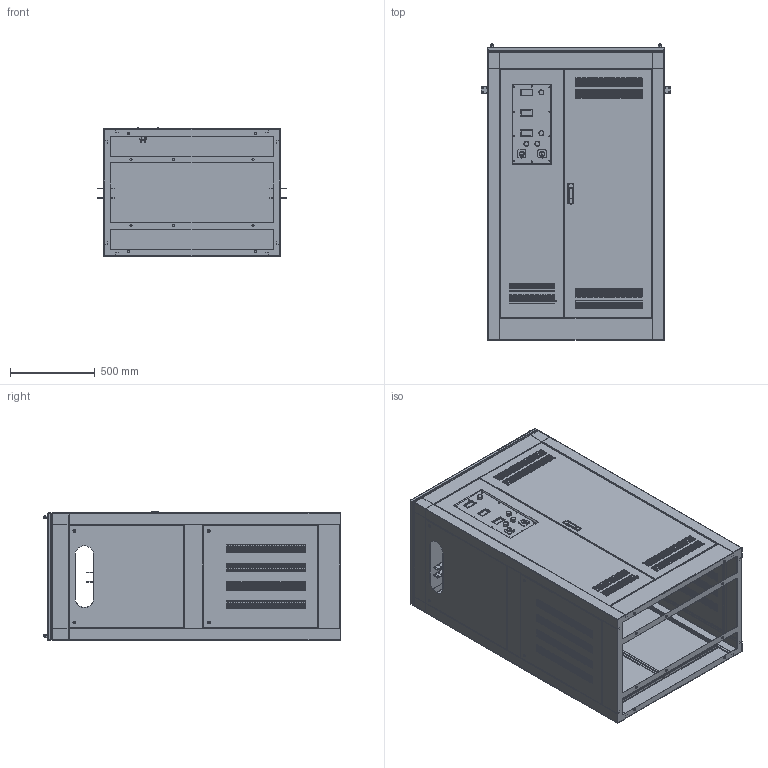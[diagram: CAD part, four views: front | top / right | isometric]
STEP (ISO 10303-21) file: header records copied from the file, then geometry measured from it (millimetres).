
FILE_DESCRIPTION(/* description */ (''),/* implementation_level */ '2;1');
FILE_NAME(/* name */ 'DBW-180K总装_图纸版__step.stp',/* time_stamp */ '2025-05-28T08:34:57+08:00',/* author */ (''),/* organization */ (''),/* preprocessor_version */ 'ST-DEVELOPER v20',/* originating_system */ 'SIEMENS PLM Software NX2312.1700',/* authorisation */ '');
FILE_SCHEMA (('AUTOMOTIVE_DESIGN { 1 0 10303 214 3 1 1 1 }'));
Products named in the file (21): 85L17表头; 85L17表架; DBW按钮红20215; DBW指示灯绿31770; 手动开关67330; DBW-180K后左门板; DBW-180K顶盖板; DBW-180K前左门板; DBW-180K架子; DBW按钮13140; DBW-100K左右上侧板43343; DBW-100K左右下侧板66682; DBW-180K前右门板; DBW-180K后右门板; 铜牌100k52148; DBW-100K表盘60061; 直径12盖型螺母28996; DBW门锁71641; 锁扣2; 访日表; DBW-180K总装_图纸版__step
Assembly tree (30 placements, depth 3):
  DBW-180K总装_图纸版__step
    锁扣2
    访日表  x3
      85L17表架
      85L17表头
    DBW门锁71641
    直径12盖型螺母28996  x4
    DBW-100K表盘60061
    铜牌100k52148  x2
    DBW-180K后右门板
    DBW-180K前右门板
    DBW-100K左右下侧板66682  x2
    DBW-100K左右上侧板43343  x2
    DBW按钮13140
    DBW-180K架子
    DBW-180K前左门板
    DBW-180K顶盖板
    DBW-180K后左门板
    手动开关67330  x2
    DBW指示灯绿31770  x2
    DBW按钮红20215
Bounding box: 1120 x 1750 x 756.5 mm (x, y, z)
Volume: 13097409.3 mm3; surface area: 17846187.8 mm2
Topology: 53 solids, 56 shells, 5989 faces, 15922 edges, 10217 vertices
Faces by surface type: plane 2963, cylinder 2168, extrusion 434, torus 171, bspline 168, cone 85
Entity records: 135274 total; most frequent: CARTESIAN_POINT 35542, ORIENTED_EDGE 20062, DIRECTION 19537, EDGE_CURVE 10031, VECTOR 6613, LINE 6463, AXIS2_PLACEMENT_3D 6462, VERTEX_POINT 6407
